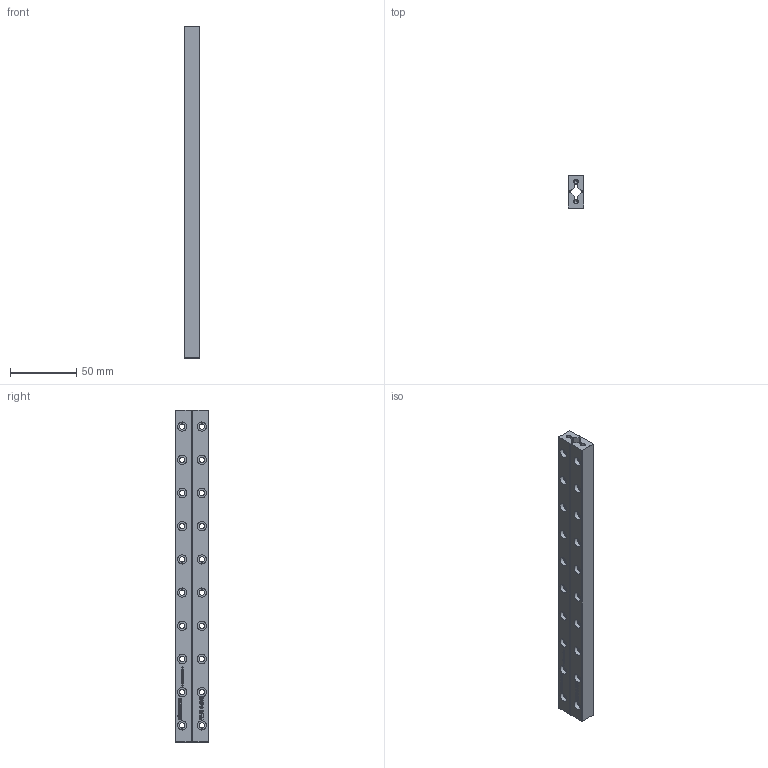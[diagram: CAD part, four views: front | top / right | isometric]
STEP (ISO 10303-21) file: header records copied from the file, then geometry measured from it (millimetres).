
FILE_DESCRIPTION(('FreeCAD Model'),'2;1');
FILE_NAME('RNG 6-250.step' ,'2020-08-08T15:33:56',('Author'),(''), 'Open CASCADE STEP processor 6.8','FreeCAD','Unknown');
FILE_SCHEMA(('AUTOMOTIVE_DESIGN_CC2 { 1 2 10303 214 -1 1 5 4 }'));
Length unit declared in the file: millimetre
Products named in the file (2): ASSEMBLY; Schienenpaar
Assembly tree (1 placements, depth 2):
  ASSEMBLY
    Schienenpaar
Bounding box: 12 x 25 x 250 mm (x, y, z)
Volume: 56935.9 mm3; surface area: 30715.5 mm2
Topology: 2 solids, 2 shells, 771 faces, 2111 edges, 1390 vertices
Faces by surface type: extrusion 450, plane 247, cylinder 46, cone 28
Full cylindrical faces by diameter (mm): 3 x4, 4 x20, 7 x20
Entity records: 58125 total; most frequent: CARTESIAN_POINT 19081, DIRECTION 5549, VECTOR 4585, ORIENTED_EDGE 4214, PCURVE 4214, DEFINITIONAL_REPRESENTATION 4214, LINE 4135, B_SPLINE_CURVE_WITH_KNOTS 2420
